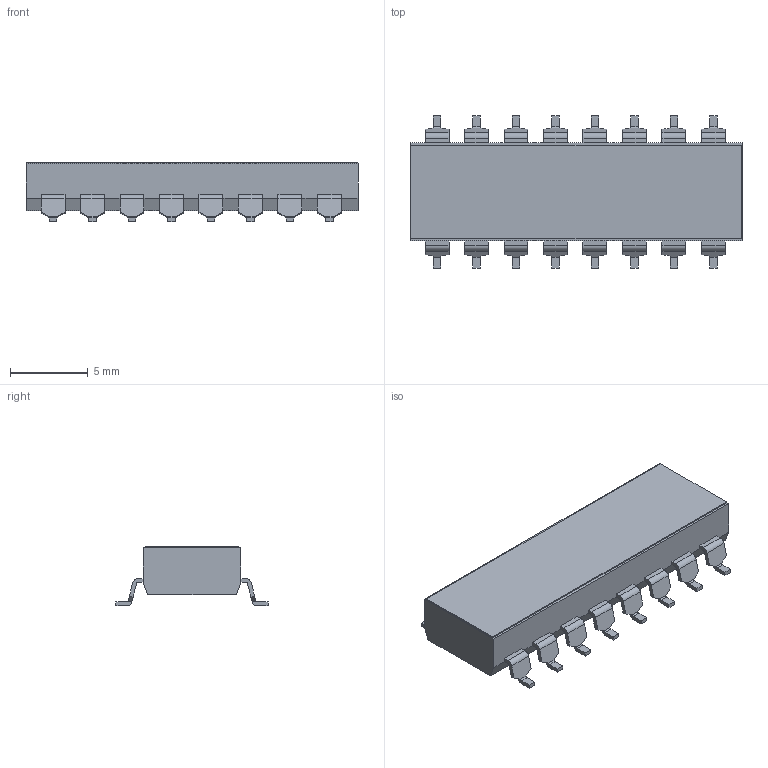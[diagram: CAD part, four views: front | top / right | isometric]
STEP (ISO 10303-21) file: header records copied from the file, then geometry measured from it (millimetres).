
FILE_DESCRIPTION((' '),'2;1');
FILE_NAME('KAE08TGGx.stp','2017-07-28T14:05:08',(' '),(' '),' ','ACIS',' ');
FILE_SCHEMA(('CONFIG_CONTROL_DESIGN'));
Length unit declared in the file: inch
Products named in the file (1): KAE08TGGx.stp
Bounding box: 21.36 x 9.8 x 3.83 mm (x, y, z)
Volume: 424.5 mm3; surface area: 605.5 mm2
Topology: 1 solids, 9 shells, 405 faces, 1070 edges, 676 vertices
Faces by surface type: plane 341, cylinder 64
Entity records: 12361 total; most frequent: CARTESIAN_POINT 2152, ORIENTED_EDGE 2140, DIRECTION 2010, EDGE_CURVE 1070, VECTOR 942, LINE 942, VERTEX_POINT 676, AXIS2_PLACEMENT_3D 534
